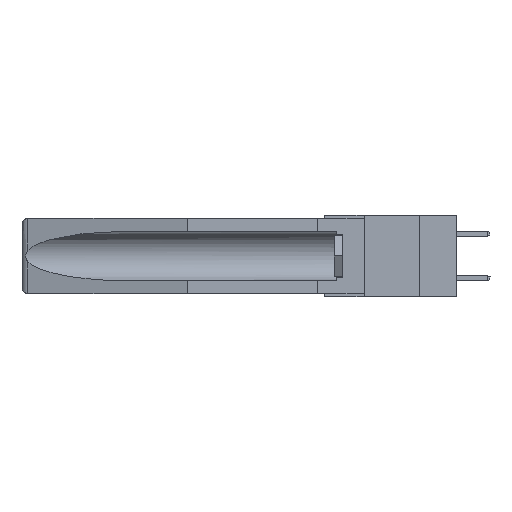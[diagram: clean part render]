
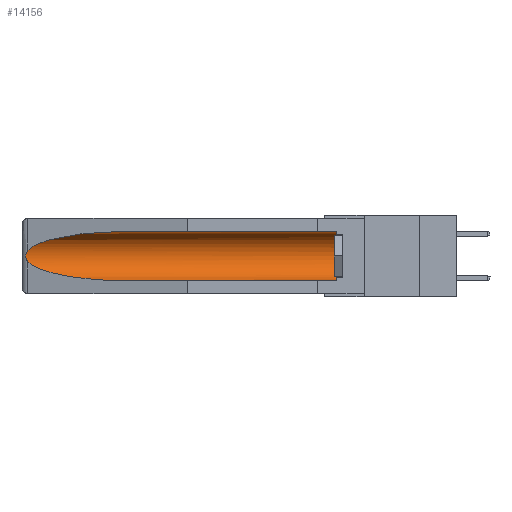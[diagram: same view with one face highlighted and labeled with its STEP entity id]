
A CAD part, left-side view. The second image highlights one B-rep face of the part: STEP entity #14156.
In plain terms, the highlighted cylindrical face has radius 2.857 mm (diameter 5.715 mm), a partial arc.
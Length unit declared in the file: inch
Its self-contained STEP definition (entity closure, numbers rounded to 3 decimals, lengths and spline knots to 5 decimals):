
#298 = DIRECTION ( 'NONE',  ( 0., 1., 0. ) ) ;
#399 = CARTESIAN_POINT ( 'NONE',  ( 0.155, 0.126, -0.059 ) ) ;
#1031 = AXIS2_PLACEMENT_3D ( 'NONE', #30085, #13444, #29990 ) ;
#2370 = CARTESIAN_POINT ( 'NONE',  ( 0.26537, 1.52718, -0.19328 ) ) ;
#2914 = CARTESIAN_POINT ( 'NONE',  ( 0.26537, 1.52718, -0.19328 ) ) ;
#4952 = ORIENTED_EDGE ( 'NONE', *, *, #14703, .T. ) ;
#5151 = EDGE_CURVE ( 'NONE', #13904, #16535, #22493, .T. ) ;
#5308 = CARTESIAN_POINT ( 'NONE',  ( 0.155, 0.126, -0.284 ) ) ;
#6327 = FACE_OUTER_BOUND ( 'NONE', #26457, .T. ) ;
#6501 = CARTESIAN_POINT ( 'NONE',  ( 0.155, 1.07973, -0.284 ) ) ;
#7179 = CARTESIAN_POINT ( 'NONE',  ( 0.26654, 1.53092, -0.15636 ) ) ;
#7221 = ORIENTED_EDGE ( 'NONE', *, *, #19857, .T. ) ;
#8302 = ORIENTED_EDGE ( 'NONE', *, *, #25376, .T. ) ;
#8899 = CARTESIAN_POINT ( 'NONE',  ( 0.26537, 1.52718, -0.14972 ) ) ;
#9051 = CARTESIAN_POINT ( 'NONE',  ( 0.155, -0.30754, -0.284 ) ) ;
#9850 = CARTESIAN_POINT ( 'NONE',  ( 0.26537, 1.52718, -0.14972 ) ) ;
#11503 = CARTESIAN_POINT ( 'NONE',  ( 0.21114, 1.30732, -0.059 ) ) ;
#11669 = ORIENTED_EDGE ( 'NONE', *, *, #13324, .T. ) ;
#11746 = AXIS2_PLACEMENT_3D ( 'NONE', #14513, #298, #19248 ) ;
#11947 = CARTESIAN_POINT ( 'NONE',  ( 0.2673, 1.53269, -0.17917 ) ) ;
#12165 = CARTESIAN_POINT ( 'NONE',  ( 0.26655, 1.53094, -0.18657 ) ) ;
#13324 = EDGE_CURVE ( 'NONE', #22663, #13904, #28569, .T. ) ;
#13444 = DIRECTION ( 'NONE',  ( 0., -1., 0. ) ) ;
#13904 = VERTEX_POINT ( 'NONE', #2370 ) ;
#14110 = VERTEX_POINT ( 'NONE', #399 ) ;
#14156 = ADVANCED_FACE ( 'NONE', ( #6327 ), #23756, .F. ) ;
#14329 = CARTESIAN_POINT ( 'NONE',  ( 0.25451, 1.48313, -0.24835 ) ) ;
#14359 = VECTOR ( 'NONE', #14742, 39.37008 ) ;
#14448 = CARTESIAN_POINT ( 'NONE',  ( 0.26597, 1.5296, -0.19026 ) ) ;
#14513 = CARTESIAN_POINT ( 'NONE',  ( 0.155, -0.30754, -0.1715 ) ) ;
#14703 = EDGE_CURVE ( 'NONE', #24330, #14110, #15596, .T. ) ;
#14742 = DIRECTION ( 'NONE',  ( 0., 1., 0. ) ) ;
#15253 = EDGE_CURVE ( 'NONE', #24330, #16535, #22568, .T. ) ;
#15596 = CIRCLE ( 'NONE', #1031, 0.1125 ) ;
#15660 = ORIENTED_EDGE ( 'NONE', *, *, #15253, .F. ) ;
#16535 = VERTEX_POINT ( 'NONE', #6501 ) ;
#17757 = DIRECTION ( 'NONE',  ( 0., 1., 0. ) ) ;
#17772 = VECTOR ( 'NONE', #17757, 39.37008 ) ;
#18627 = CARTESIAN_POINT ( 'NONE',  ( 0.155, 1.07973, -0.059 ) ) ;
#19076 = CARTESIAN_POINT ( 'NONE',  ( 0.155, -0.30754, -0.059 ) ) ;
#19248 = DIRECTION ( 'NONE',  ( 0., 0., 1. ) ) ;
#19537 = LINE ( 'NONE', #19076, #14359 ) ;
#19857 = EDGE_CURVE ( 'NONE', #14110, #20837, #19537, .T. ) ;
#20837 = VERTEX_POINT ( 'NONE', #23911 ) ;
#20921 = CARTESIAN_POINT ( 'NONE',  ( 0.26537, 1.52718, -0.14972 ) ) ;
#21135 = CARTESIAN_POINT ( 'NONE',  ( 0.25451, 1.48313, -0.09465 ) ) ;
#21555 = CARTESIAN_POINT ( 'NONE',  ( 0.155, 1.07973, -0.284 ) ) ;
#21559 = CARTESIAN_POINT ( 'NONE',  ( 0.2673, 1.5327, -0.16383 ) ) ;
#21631 = ORIENTED_EDGE ( 'NONE', *, *, #5151, .T. ) ;
#21852 = CARTESIAN_POINT ( 'NONE',  ( 0.21114, 1.30732, -0.284 ) ) ;
#22493 =( BOUNDED_CURVE ( )  B_SPLINE_CURVE ( 3, ( #2914, #14329, #21852, #21555 ),
 .UNSPECIFIED., .F., .F. ) 
 B_SPLINE_CURVE_WITH_KNOTS ( ( 4, 4 ),
 ( 0.1948, 1.5708 ),
 .UNSPECIFIED. ) 
 CURVE ( )  GEOMETRIC_REPRESENTATION_ITEM ( )  RATIONAL_B_SPLINE_CURVE ( ( 1., 0.848, 0.848, 1. ) ) 
 REPRESENTATION_ITEM ( '' )  );
#22568 = LINE ( 'NONE', #9051, #17772 ) ;
#22663 = VERTEX_POINT ( 'NONE', #20921 ) ;
#23756 = CYLINDRICAL_SURFACE ( 'NONE', #11746, 0.1125 ) ;
#23911 = CARTESIAN_POINT ( 'NONE',  ( 0.155, 1.07973, -0.059 ) ) ;
#24053 = CARTESIAN_POINT ( 'NONE',  ( 0.2675, 1.53308, -0.16763 ) ) ;
#24330 = VERTEX_POINT ( 'NONE', #5308 ) ;
#24412 =( BOUNDED_CURVE ( )  B_SPLINE_CURVE ( 3, ( #18627, #11503, #21135, #8899 ),
 .UNSPECIFIED., .F., .F. ) 
 B_SPLINE_CURVE_WITH_KNOTS ( ( 4, 4 ),
 ( 4.71239, 6.08839 ),
 .UNSPECIFIED. ) 
 CURVE ( )  GEOMETRIC_REPRESENTATION_ITEM ( )  RATIONAL_B_SPLINE_CURVE ( ( 1., 0.848, 0.848, 1. ) ) 
 REPRESENTATION_ITEM ( '' )  );
#25376 = EDGE_CURVE ( 'NONE', #20837, #22663, #24412, .T. ) ;
#26457 = EDGE_LOOP ( 'NONE', ( #8302, #11669, #21631, #15660, #4952, #7221 ) ) ;
#28377 = CARTESIAN_POINT ( 'NONE',  ( 0.26597, 1.52961, -0.15275 ) ) ;
#28491 = CARTESIAN_POINT ( 'NONE',  ( 0.26537, 1.52718, -0.19328 ) ) ;
#28569 = B_SPLINE_CURVE_WITH_KNOTS ( 'NONE', 3,
 ( #9850, #28377, #7179, #21559, #24053, #28687, #11947, #12165, #14448, #28491 ),
 .UNSPECIFIED., .F., .F.,
 ( 4, 2, 2, 2, 4 ),
 ( 0., 0.00029, 0.00058, 0.00087, 0.00117 ),
 .UNSPECIFIED. ) ;
#28687 = CARTESIAN_POINT ( 'NONE',  ( 0.2675, 1.53308, -0.17534 ) ) ;
#29990 = DIRECTION ( 'NONE',  ( 0., 0., 1. ) ) ;
#30085 = CARTESIAN_POINT ( 'NONE',  ( 0.155, 0.126, -0.1715 ) ) ;
